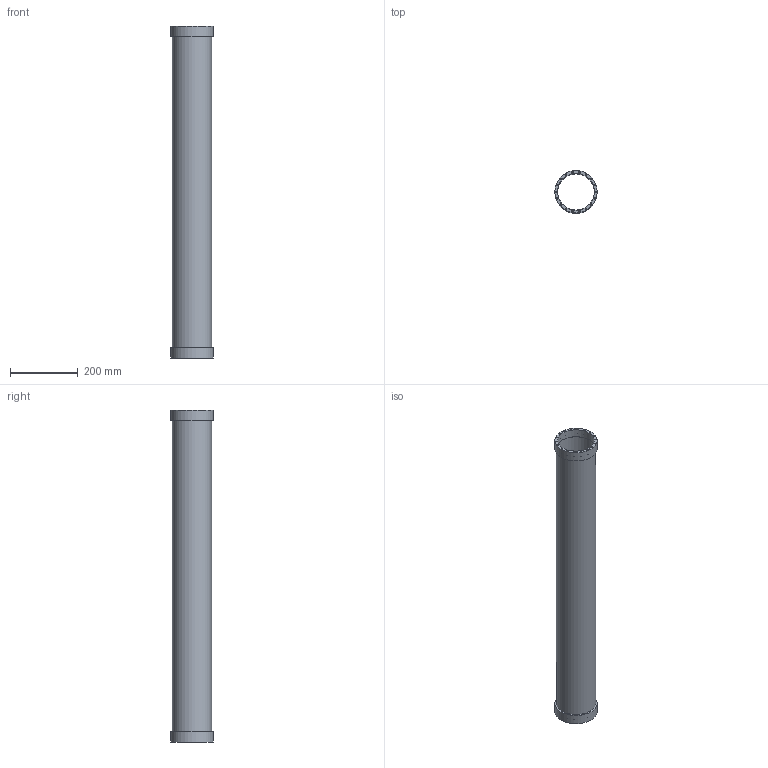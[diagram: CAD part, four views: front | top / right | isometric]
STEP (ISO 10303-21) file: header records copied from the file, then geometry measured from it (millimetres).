
FILE_DESCRIPTION(/* description */ (''),/* implementation_level */ '2;1');
FILE_NAME(/* name */ 'Tube.step',/* time_stamp */ '2020-10-18T17:40:36+03:00',/* author */ (''),/* organization */ (''),/* preprocessor_version */ 'ST-DEVELOPER v18.1',/* originating_system */ 'Autodesk Translation Framework v9.3.0.1241',/* authorisation */ '');
FILE_SCHEMA (('AUTOMOTIVE_DESIGN { 1 0 10303 214 3 1 1 }'));
Length unit declared in the file: millimetre
Products named in the file (2): Tube; Run tank tube
Assembly tree (1 placements, depth 2):
  Tube
    Run tank tube
Bounding box: 125.1 x 125.1 x 980 mm (x, y, z)
Volume: 1401916.7 mm3; surface area: 709223.7 mm2
Topology: 1 solids, 1 shells, 84 faces, 198 edges, 120 vertices
Faces by surface type: cylinder 42, cone 36, plane 6
Full cylindrical faces by diameter (mm): 4.2 x36, 108.35 x1, 109.1 x2, 115.95 x1, 125.1 x2
Entity records: 2275 total; most frequent: DIRECTION 420, CARTESIAN_POINT 369, ORIENTED_EDGE 324, AXIS2_PLACEMENT_3D 171, EDGE_CURVE 162, EDGE_LOOP 126, VERTEX_POINT 120, FACE_OUTER_BOUND 84
